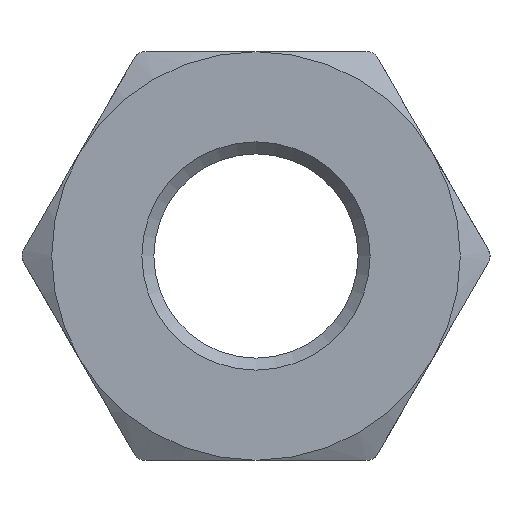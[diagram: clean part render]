
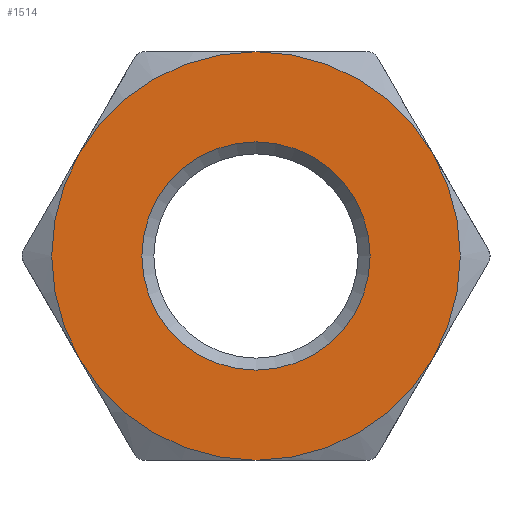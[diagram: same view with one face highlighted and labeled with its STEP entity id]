
A CAD part, front view. The second image highlights one B-rep face of the part: STEP entity #1514.
In plain terms, the highlighted planar face has unit normal (0, -1, 0).
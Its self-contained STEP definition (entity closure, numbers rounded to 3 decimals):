
#10 = ORIENTED_EDGE ( 'NONE', *, *, #311, .T. ) ;
#43 = CARTESIAN_POINT ( 'NONE',  ( 0., -4., 8.5 ) ) ;
#86 = DIRECTION ( 'NONE',  ( 0., -1., 0. ) ) ;
#98 = AXIS2_PLACEMENT_3D ( 'NONE', #1156, #440, #425 ) ;
#107 = CARTESIAN_POINT ( 'NONE',  ( 0., -4., 0. ) ) ;
#122 = CARTESIAN_POINT ( 'NONE',  ( 0., -4., 0. ) ) ;
#130 = ORIENTED_EDGE ( 'NONE', *, *, #1065, .T. ) ;
#159 = CARTESIAN_POINT ( 'NONE',  ( 0., -4., 4.75 ) ) ;
#168 = CIRCLE ( 'NONE', #1022, 4.75 ) ;
#172 = FACE_BOUND ( 'NONE', #1479, .T. ) ;
#194 = ORIENTED_EDGE ( 'NONE', *, *, #837, .T. ) ;
#209 = VERTEX_POINT ( 'NONE', #1136 ) ;
#219 = CARTESIAN_POINT ( 'NONE',  ( 0., -4., 0. ) ) ;
#225 = VERTEX_POINT ( 'NONE', #650 ) ;
#232 = DIRECTION ( 'NONE',  ( 0., 0., 1. ) ) ;
#236 = CARTESIAN_POINT ( 'NONE',  ( 0., -4., 0. ) ) ;
#260 = DIRECTION ( 'NONE',  ( 0., -1., 0. ) ) ;
#271 = CARTESIAN_POINT ( 'NONE',  ( 7.361, -4., 4.25 ) ) ;
#311 = EDGE_CURVE ( 'NONE', #209, #225, #829, .T. ) ;
#379 = DIRECTION ( 'NONE',  ( 0., 0., 1. ) ) ;
#391 = CARTESIAN_POINT ( 'NONE',  ( 0., -4., 0. ) ) ;
#403 = EDGE_CURVE ( 'NONE', #1357, #209, #577, .T. ) ;
#425 = DIRECTION ( 'NONE',  ( 0., 0., 1. ) ) ;
#440 = DIRECTION ( 'NONE',  ( 0., -1., 0. ) ) ;
#452 = AXIS2_PLACEMENT_3D ( 'NONE', #391, #260, #379 ) ;
#457 = CARTESIAN_POINT ( 'NONE',  ( 7.361, -4., -4.25 ) ) ;
#465 = ORIENTED_EDGE ( 'NONE', *, *, #403, .T. ) ;
#467 = VERTEX_POINT ( 'NONE', #457 ) ;
#487 = ORIENTED_EDGE ( 'NONE', *, *, #1461, .T. ) ;
#577 = CIRCLE ( 'NONE', #1549, 8.5 ) ;
#650 = CARTESIAN_POINT ( 'NONE',  ( 0., -4., -8.5 ) ) ;
#689 = FACE_OUTER_BOUND ( 'NONE', #774, .T. ) ;
#704 = CARTESIAN_POINT ( 'NONE',  ( 0., -4., 0. ) ) ;
#729 = CIRCLE ( 'NONE', #914, 8.5 ) ;
#741 = ORIENTED_EDGE ( 'NONE', *, *, #1248, .T. ) ;
#770 = AXIS2_PLACEMENT_3D ( 'NONE', #122, #1561, #1208 ) ;
#774 = EDGE_LOOP ( 'NONE', ( #741, #194, #465, #10, #1021, #130 ) ) ;
#810 = AXIS2_PLACEMENT_3D ( 'NONE', #816, #86, #1382 ) ;
#816 = CARTESIAN_POINT ( 'NONE',  ( 0., -4., 0. ) ) ;
#817 = VERTEX_POINT ( 'NONE', #271 ) ;
#829 = CIRCLE ( 'NONE', #810, 8.5 ) ;
#830 = DIRECTION ( 'NONE',  ( 0., 0., 1. ) ) ;
#837 = EDGE_CURVE ( 'NONE', #909, #1357, #1454, .T. ) ;
#849 = DIRECTION ( 'NONE',  ( 0., 1., 0. ) ) ;
#866 = VERTEX_POINT ( 'NONE', #159 ) ;
#909 = VERTEX_POINT ( 'NONE', #43 ) ;
#914 = AXIS2_PLACEMENT_3D ( 'NONE', #107, #951, #232 ) ;
#951 = DIRECTION ( 'NONE',  ( 0., -1., 0. ) ) ;
#1021 = ORIENTED_EDGE ( 'NONE', *, *, #1386, .T. ) ;
#1022 = AXIS2_PLACEMENT_3D ( 'NONE', #236, #849, #1079 ) ;
#1049 = CIRCLE ( 'NONE', #1389, 8.5 ) ;
#1065 = EDGE_CURVE ( 'NONE', #467, #817, #1067, .T. ) ;
#1067 = CIRCLE ( 'NONE', #98, 8.5 ) ;
#1079 = DIRECTION ( 'NONE',  ( 0., 0., 1. ) ) ;
#1136 = CARTESIAN_POINT ( 'NONE',  ( -7.361, -4., -4.25 ) ) ;
#1156 = CARTESIAN_POINT ( 'NONE',  ( 0., -4., 0. ) ) ;
#1180 = DIRECTION ( 'NONE',  ( 0., -1., 0. ) ) ;
#1208 = DIRECTION ( 'NONE',  ( 0., 0., 1. ) ) ;
#1248 = EDGE_CURVE ( 'NONE', #817, #909, #1049, .T. ) ;
#1302 = DIRECTION ( 'NONE',  ( 1., 0., 0. ) ) ;
#1357 = VERTEX_POINT ( 'NONE', #1528 ) ;
#1382 = DIRECTION ( 'NONE',  ( 0., 0., 1. ) ) ;
#1386 = EDGE_CURVE ( 'NONE', #225, #467, #729, .T. ) ;
#1389 = AXIS2_PLACEMENT_3D ( 'NONE', #219, #1180, #1302 ) ;
#1454 = CIRCLE ( 'NONE', #452, 8.5 ) ;
#1461 = EDGE_CURVE ( 'NONE', #866, #866, #168, .T. ) ;
#1479 = EDGE_LOOP ( 'NONE', ( #487 ) ) ;
#1514 = ADVANCED_FACE ( 'NONE', ( #172, #689 ), #1551, .F. ) ;
#1528 = CARTESIAN_POINT ( 'NONE',  ( -7.361, -4., 4.25 ) ) ;
#1536 = DIRECTION ( 'NONE',  ( 0., -1., 0. ) ) ;
#1549 = AXIS2_PLACEMENT_3D ( 'NONE', #704, #1536, #830 ) ;
#1551 = PLANE ( 'NONE',  #770 ) ;
#1561 = DIRECTION ( 'NONE',  ( 0., 1., 0. ) ) ;
